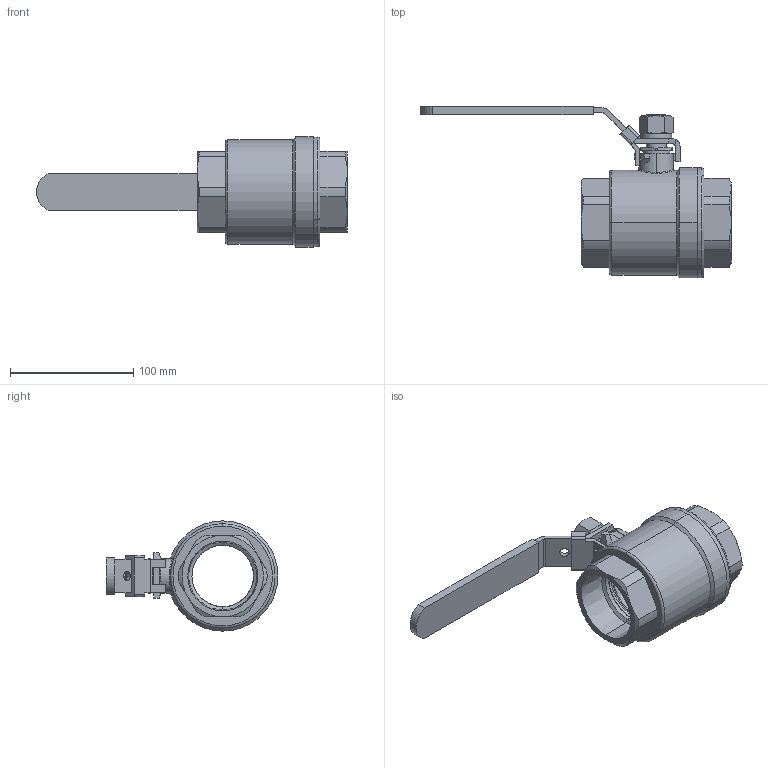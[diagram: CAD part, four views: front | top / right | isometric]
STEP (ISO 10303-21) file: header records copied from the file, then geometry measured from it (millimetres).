
FILE_DESCRIPTION((''),'2;1');
FILE_NAME('2QF2780001_ASM','2025-02-14T11:25:45',('Bruger'),(''),'CREO PARAMETRIC BY PTC INC, 2022414','CREO PARAMETRIC BY PTC INC, 2022414','');
FILE_SCHEMA(('CONFIG_CONTROL_DESIGN'));
Length unit declared in the file: millimetre
Products named in the file (15): 20001; 2_000; 200; HEX_NUTS__STYLE_1-GRADES_AB_GB_; _30001; _40001; 20004_ASM; 20006; 0001; SPRING_LOCK_WASHERS--NORMAL_TYP; 20008; 2QF2780001_ASM
Assembly tree (15 placements, depth 3):
  2QF2780001_ASM
    20001
    2_000  x2
    200
    HEX_NUTS__STYLE_1-GRADES_AB_GB_
    200
    20004_ASM
      _30001
      _40001
    200
    20006
    0001
    SPRING_LOCK_WASHERS--NORMAL_TYP
    200
    20008
Bounding box: 252.2 x 139.35 x 89.5 mm (x, y, z)
Volume: 368110.2 mm3; surface area: 148325.4 mm2
Topology: 14 solids, 14 shells, 329 faces, 778 edges, 492 vertices
Faces by surface type: plane 140, cylinder 111, cone 62, torus 8, sphere 6, bspline 2
Entity records: 10247 total; most frequent: CARTESIAN_POINT 2499, DIRECTION 1668, ORIENTED_EDGE 1488, EDGE_CURVE 744, AXIS2_PLACEMENT_3D 652, VERTEX_POINT 474, VECTOR 364, LINE 364
